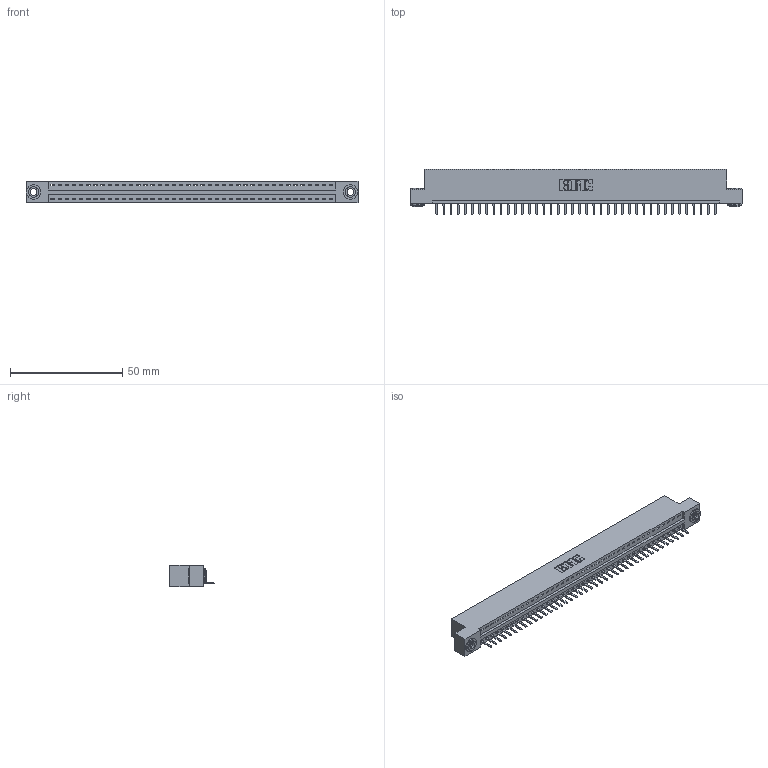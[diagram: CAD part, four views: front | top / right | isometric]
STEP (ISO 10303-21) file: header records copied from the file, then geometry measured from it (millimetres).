
FILE_DESCRIPTION (( 'STEP AP203' ), '1' );
FILE_NAME ('346-040-520-103.STEP', '2018-08-24T08:18:42', ( '' ), ( '' ), 'SwSTEP 2.0', 'SolidWorks 2016', '' );
FILE_SCHEMA (( 'CONFIG_CONTROL_DESIGN' ));
Length unit declared in the file: inch
Products named in the file (4): 345-250-002_345-250-002-102; 346-040-520-103; 346 Part_Flush Mounting Lugs - 0.156 Dia-TH; 345-292-001_345-293-120
Assembly tree (43 placements, depth 2):
  346-040-520-103
    346 Part_Flush Mounting Lugs - 0.156 Dia-TH
    345-292-001_345-293-120  x40
    345-250-002_345-250-002-102  x2
Bounding box: 147.57 x 20.02 x 9.4 mm (x, y, z)
Volume: 14016.6 mm3; surface area: 17332.5 mm2
Topology: 43 solids, 43 shells, 2640 faces, 7765 edges, 5066 vertices
Faces by surface type: plane 1766, cylinder 866, cone 8
Entity records: 25858 total; most frequent: CARTESIAN_POINT 4423, ORIENTED_EDGE 4378, DIRECTION 3923, EDGE_CURVE 2189, LINE 1869, VECTOR 1869, VERTEX_POINT 1454, AXIS2_PLACEMENT_3D 1027
